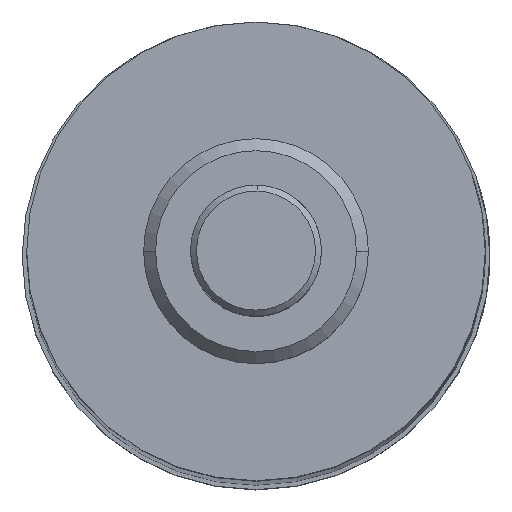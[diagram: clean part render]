
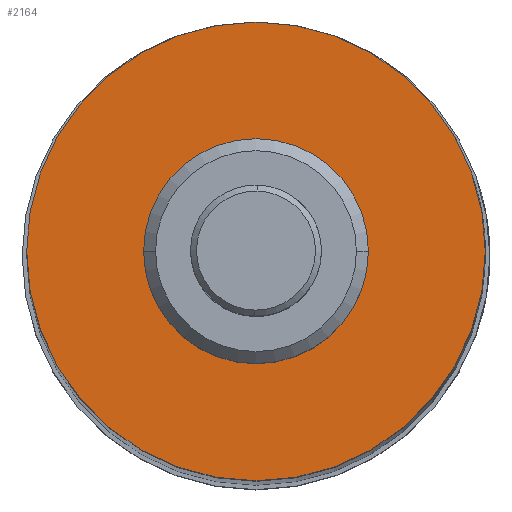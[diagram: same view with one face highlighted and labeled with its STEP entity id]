
A CAD part, top view. The second image highlights one B-rep face of the part: STEP entity #2164.
In plain terms, the highlighted planar face has unit normal (0, 0, 1).
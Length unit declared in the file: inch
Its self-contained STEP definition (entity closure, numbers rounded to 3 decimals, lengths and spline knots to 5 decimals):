
#132 = CARTESIAN_POINT ( 'NONE',  ( 0., 0., -0.88 ) ) ;
#180 = EDGE_CURVE ( 'NONE', #2523, #631, #1043, .T. ) ;
#342 = DIRECTION ( 'NONE',  ( 1., 0., 0. ) ) ;
#402 = CARTESIAN_POINT ( 'NONE',  ( 0., 0., -0.88 ) ) ;
#445 = AXIS2_PLACEMENT_3D ( 'NONE', #1215, #2655, #1414 ) ;
#528 = FACE_OUTER_BOUND ( 'NONE', #1779, .T. ) ;
#566 = VERTEX_POINT ( 'NONE', #1949 ) ;
#569 = DIRECTION ( 'NONE',  ( 0., 0., 1. ) ) ;
#598 = FACE_BOUND ( 'NONE', #1803, .T. ) ;
#613 = DIRECTION ( 'NONE',  ( 1., 0., 0. ) ) ;
#631 = VERTEX_POINT ( 'NONE', #1964 ) ;
#639 = CIRCLE ( 'NONE', #896, 0.373 ) ;
#673 = EDGE_CURVE ( 'NONE', #566, #2525, #1831, .T. ) ;
#786 = CARTESIAN_POINT ( 'NONE',  ( 0., 0., -0.88 ) ) ;
#794 = PLANE ( 'NONE',  #445 ) ;
#805 = ORIENTED_EDGE ( 'NONE', *, *, #180, .F. ) ;
#820 = ORIENTED_EDGE ( 'NONE', *, *, #673, .T. ) ;
#828 = DIRECTION ( 'NONE',  ( 0., 0., 1. ) ) ;
#888 = AXIS2_PLACEMENT_3D ( 'NONE', #786, #569, #2219 ) ;
#896 = AXIS2_PLACEMENT_3D ( 'NONE', #2051, #828, #2253 ) ;
#999 = AXIS2_PLACEMENT_3D ( 'NONE', #402, #1840, #613 ) ;
#1043 = CIRCLE ( 'NONE', #888, 0.373 ) ;
#1215 = CARTESIAN_POINT ( 'NONE',  ( 0., 0.373, -0.88 ) ) ;
#1329 = ORIENTED_EDGE ( 'NONE', *, *, #2616, .F. ) ;
#1399 = CARTESIAN_POINT ( 'NONE',  ( 0.765, 0., -0.88 ) ) ;
#1414 = DIRECTION ( 'NONE',  ( -1., 0., 0. ) ) ;
#1500 = CARTESIAN_POINT ( 'NONE',  ( -0.373, 0., -0.88 ) ) ;
#1568 = DIRECTION ( 'NONE',  ( 0., 0., 1. ) ) ;
#1779 = EDGE_LOOP ( 'NONE', ( #2393, #820 ) ) ;
#1803 = EDGE_LOOP ( 'NONE', ( #1329, #805 ) ) ;
#1831 = CIRCLE ( 'NONE', #2631, 0.765 ) ;
#1840 = DIRECTION ( 'NONE',  ( 0., 0., 1. ) ) ;
#1949 = CARTESIAN_POINT ( 'NONE',  ( -0.765, 0., -0.88 ) ) ;
#1964 = CARTESIAN_POINT ( 'NONE',  ( 0.373, 0., -0.88 ) ) ;
#2045 = CIRCLE ( 'NONE', #999, 0.765 ) ;
#2051 = CARTESIAN_POINT ( 'NONE',  ( 0., 0., -0.88 ) ) ;
#2164 = ADVANCED_FACE ( 'NONE', ( #598, #528 ), #794, .F. ) ;
#2209 = EDGE_CURVE ( 'NONE', #2525, #566, #2045, .T. ) ;
#2219 = DIRECTION ( 'NONE',  ( 1., 0., 0. ) ) ;
#2253 = DIRECTION ( 'NONE',  ( 1., 0., 0. ) ) ;
#2393 = ORIENTED_EDGE ( 'NONE', *, *, #2209, .T. ) ;
#2523 = VERTEX_POINT ( 'NONE', #1500 ) ;
#2525 = VERTEX_POINT ( 'NONE', #1399 ) ;
#2616 = EDGE_CURVE ( 'NONE', #631, #2523, #639, .T. ) ;
#2631 = AXIS2_PLACEMENT_3D ( 'NONE', #132, #1568, #342 ) ;
#2655 = DIRECTION ( 'NONE',  ( 0., 0., -1. ) ) ;
